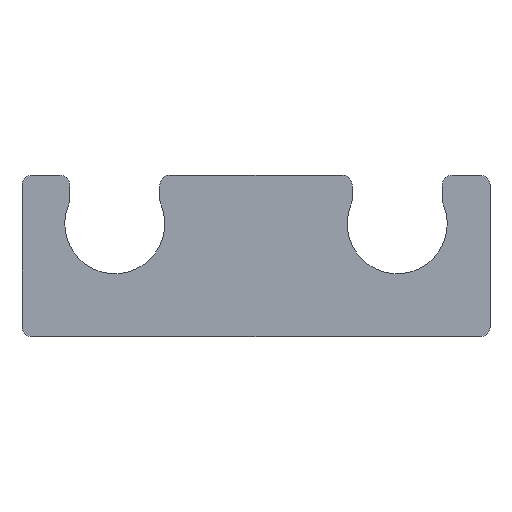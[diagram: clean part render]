
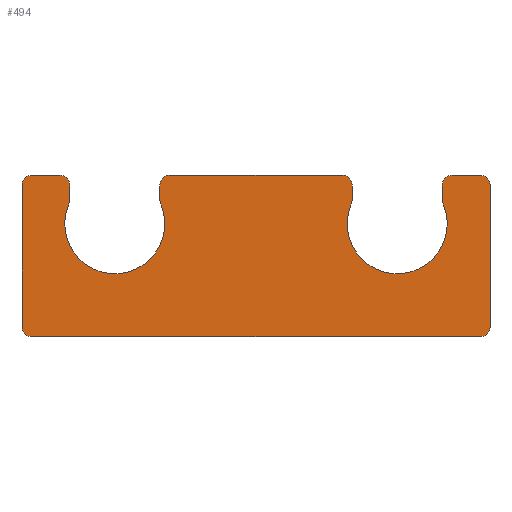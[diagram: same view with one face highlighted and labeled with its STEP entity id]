
A CAD part, top view. The second image highlights one B-rep face of the part: STEP entity #494.
In plain terms, the highlighted planar face has unit normal (0, 0, 1).
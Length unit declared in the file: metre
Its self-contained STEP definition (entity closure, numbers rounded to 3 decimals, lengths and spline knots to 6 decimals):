
#13=CIRCLE('',#512,0.001524);
#15=CIRCLE('',#516,0.001524);
#17=CIRCLE('',#520,0.001524);
#19=CIRCLE('',#524,0.001524);
#21=CIRCLE('',#528,0.001524);
#23=CIRCLE('',#532,0.001524);
#25=CIRCLE('',#536,0.001524);
#27=CIRCLE('',#539,0.007874);
#29=CIRCLE('',#542,0.001524);
#31=CIRCLE('',#546,0.001524);
#33=CIRCLE('',#550,0.001524);
#35=CIRCLE('',#554,0.001524);
#37=CIRCLE('',#557,0.007874);
#39=CIRCLE('',#560,0.001524);
#150=ORIENTED_EDGE('',*,*,#200,.F.);
#151=ORIENTED_EDGE('',*,*,#204,.T.);
#152=ORIENTED_EDGE('',*,*,#207,.T.);
#153=ORIENTED_EDGE('',*,*,#210,.T.);
#154=ORIENTED_EDGE('',*,*,#213,.F.);
#155=ORIENTED_EDGE('',*,*,#216,.T.);
#156=ORIENTED_EDGE('',*,*,#219,.F.);
#157=ORIENTED_EDGE('',*,*,#222,.T.);
#158=ORIENTED_EDGE('',*,*,#225,.T.);
#159=ORIENTED_EDGE('',*,*,#228,.T.);
#160=ORIENTED_EDGE('',*,*,#231,.T.);
#161=ORIENTED_EDGE('',*,*,#234,.T.);
#162=ORIENTED_EDGE('',*,*,#237,.T.);
#163=ORIENTED_EDGE('',*,*,#240,.T.);
#164=ORIENTED_EDGE('',*,*,#243,.T.);
#165=ORIENTED_EDGE('',*,*,#246,.T.);
#166=ORIENTED_EDGE('',*,*,#249,.F.);
#167=ORIENTED_EDGE('',*,*,#252,.T.);
#168=ORIENTED_EDGE('',*,*,#255,.T.);
#169=ORIENTED_EDGE('',*,*,#258,.T.);
#170=ORIENTED_EDGE('',*,*,#261,.T.);
#171=ORIENTED_EDGE('',*,*,#264,.T.);
#172=ORIENTED_EDGE('',*,*,#267,.F.);
#173=ORIENTED_EDGE('',*,*,#269,.T.);
#200=EDGE_CURVE('',#272,#273,#320,.T.);
#204=EDGE_CURVE('',#272,#275,#13,.T.);
#207=EDGE_CURVE('',#275,#277,#325,.T.);
#210=EDGE_CURVE('',#277,#279,#15,.T.);
#213=EDGE_CURVE('',#281,#279,#329,.T.);
#216=EDGE_CURVE('',#281,#283,#17,.T.);
#219=EDGE_CURVE('',#285,#283,#333,.T.);
#222=EDGE_CURVE('',#285,#287,#19,.T.);
#225=EDGE_CURVE('',#287,#289,#337,.T.);
#228=EDGE_CURVE('',#289,#291,#21,.T.);
#231=EDGE_CURVE('',#291,#293,#341,.T.);
#234=EDGE_CURVE('',#293,#295,#23,.T.);
#237=EDGE_CURVE('',#295,#297,#345,.T.);
#240=EDGE_CURVE('',#297,#299,#25,.T.);
#243=EDGE_CURVE('',#299,#301,#27,.T.);
#246=EDGE_CURVE('',#301,#303,#29,.T.);
#249=EDGE_CURVE('',#305,#303,#351,.T.);
#252=EDGE_CURVE('',#305,#307,#31,.T.);
#255=EDGE_CURVE('',#307,#309,#355,.T.);
#258=EDGE_CURVE('',#309,#311,#33,.T.);
#261=EDGE_CURVE('',#311,#313,#359,.T.);
#264=EDGE_CURVE('',#313,#315,#35,.T.);
#267=EDGE_CURVE('',#317,#315,#37,.T.);
#269=EDGE_CURVE('',#317,#273,#39,.T.);
#272=VERTEX_POINT('',#723);
#273=VERTEX_POINT('',#725);
#275=VERTEX_POINT('',#731);
#277=VERTEX_POINT('',#737);
#279=VERTEX_POINT('',#743);
#281=VERTEX_POINT('',#749);
#283=VERTEX_POINT('',#755);
#285=VERTEX_POINT('',#761);
#287=VERTEX_POINT('',#767);
#289=VERTEX_POINT('',#773);
#291=VERTEX_POINT('',#779);
#293=VERTEX_POINT('',#785);
#295=VERTEX_POINT('',#791);
#297=VERTEX_POINT('',#797);
#299=VERTEX_POINT('',#803);
#301=VERTEX_POINT('',#809);
#303=VERTEX_POINT('',#815);
#305=VERTEX_POINT('',#821);
#307=VERTEX_POINT('',#827);
#309=VERTEX_POINT('',#833);
#311=VERTEX_POINT('',#839);
#313=VERTEX_POINT('',#845);
#315=VERTEX_POINT('',#851);
#317=VERTEX_POINT('',#857);
#320=LINE('',#724,#364);
#325=LINE('',#738,#369);
#329=LINE('',#750,#373);
#333=LINE('',#762,#377);
#337=LINE('',#774,#381);
#341=LINE('',#786,#385);
#345=LINE('',#798,#389);
#351=LINE('',#822,#395);
#355=LINE('',#834,#399);
#359=LINE('',#846,#403);
#364=VECTOR('',#569,1.);
#369=VECTOR('',#582,1.);
#373=VECTOR('',#594,1.);
#377=VECTOR('',#606,1.);
#381=VECTOR('',#618,1.);
#385=VECTOR('',#630,1.);
#389=VECTOR('',#642,1.);
#395=VECTOR('',#668,1.);
#399=VECTOR('',#680,1.);
#403=VECTOR('',#692,1.);
#430=EDGE_LOOP('',(#150,#151,#152,#153,#154,#155,#156,#157,#158,#159,#160,
#161,#162,#163,#164,#165,#166,#167,#168,#169,#170,#171,#172,#173));
#456=FACE_BOUND('',#430,.T.);
#468=PLANE('',#561);
#494=ADVANCED_FACE('',(#456),#468,.T.);
#512=AXIS2_PLACEMENT_3D('',#732,#576,#577);
#516=AXIS2_PLACEMENT_3D('',#744,#588,#589);
#520=AXIS2_PLACEMENT_3D('',#756,#600,#601);
#524=AXIS2_PLACEMENT_3D('',#768,#612,#613);
#528=AXIS2_PLACEMENT_3D('',#780,#624,#625);
#532=AXIS2_PLACEMENT_3D('',#792,#636,#637);
#536=AXIS2_PLACEMENT_3D('',#804,#648,#649);
#539=AXIS2_PLACEMENT_3D('',#810,#655,#656);
#542=AXIS2_PLACEMENT_3D('',#816,#662,#663);
#546=AXIS2_PLACEMENT_3D('',#828,#674,#675);
#550=AXIS2_PLACEMENT_3D('',#840,#686,#687);
#554=AXIS2_PLACEMENT_3D('',#852,#698,#699);
#557=AXIS2_PLACEMENT_3D('',#858,#705,#706);
#560=AXIS2_PLACEMENT_3D('',#861,#711,#712);
#561=AXIS2_PLACEMENT_3D('',#862,#713,#714);
#569=DIRECTION('',(0.,-1.,0.));
#576=DIRECTION('',(0.,0.,1.));
#577=DIRECTION('',(1.,0.,0.));
#582=DIRECTION('',(-1.,0.,0.));
#588=DIRECTION('',(0.,0.,1.));
#589=DIRECTION('',(1.,0.,0.));
#594=DIRECTION('',(0.,1.,0.));
#600=DIRECTION('',(0.,0.,1.));
#601=DIRECTION('',(1.,0.,0.));
#606=DIRECTION('',(-1.,0.,0.));
#612=DIRECTION('',(0.,0.,1.));
#613=DIRECTION('',(1.,0.,0.));
#618=DIRECTION('',(0.,1.,0.));
#624=DIRECTION('',(0.,0.,1.));
#625=DIRECTION('',(1.,0.,0.));
#630=DIRECTION('',(-1.,0.,0.));
#636=DIRECTION('',(0.,0.,1.));
#637=DIRECTION('',(1.,0.,0.));
#642=DIRECTION('',(0.,-1.,0.));
#648=DIRECTION('',(0.,0.,1.));
#649=DIRECTION('',(1.,0.,0.));
#655=DIRECTION('',(0.,0.,-1.));
#656=DIRECTION('',(1.,0.,0.));
#662=DIRECTION('',(0.,0.,1.));
#663=DIRECTION('',(1.,0.,0.));
#668=DIRECTION('',(0.,-1.,0.));
#674=DIRECTION('',(0.,0.,1.));
#675=DIRECTION('',(1.,0.,0.));
#680=DIRECTION('',(-1.,0.,0.));
#686=DIRECTION('',(0.,0.,1.));
#687=DIRECTION('',(1.,0.,0.));
#692=DIRECTION('',(0.,-1.,0.));
#698=DIRECTION('',(0.,0.,1.));
#699=DIRECTION('',(1.,0.,0.));
#705=DIRECTION('',(0.,0.,1.));
#706=DIRECTION('',(1.,0.,0.));
#711=DIRECTION('',(0.,0.,1.));
#712=DIRECTION('',(1.,0.,0.));
#713=DIRECTION('',(0.,0.,1.));
#714=DIRECTION('',(1.,0.,0.));
#723=CARTESIAN_POINT('',(-0.029337,0.011176,0.00025));
#724=CARTESIAN_POINT('',(-0.029337,0.009982,0.00025));
#725=CARTESIAN_POINT('',(-0.029337,0.008787,0.00025));
#731=CARTESIAN_POINT('',(-0.030861,0.0127,0.00025));
#732=CARTESIAN_POINT('',(-0.030861,0.011176,0.00025));
#737=CARTESIAN_POINT('',(-0.035306,0.0127,0.00025));
#738=CARTESIAN_POINT('',(-0.033084,0.0127,0.00025));
#743=CARTESIAN_POINT('',(-0.03683,0.011176,0.00025));
#744=CARTESIAN_POINT('',(-0.035306,0.011176,0.00025));
#749=CARTESIAN_POINT('',(-0.03683,-0.011176,0.00025));
#750=CARTESIAN_POINT('',(-0.03683,0.,0.00025));
#755=CARTESIAN_POINT('',(-0.035306,-0.0127,0.00025));
#756=CARTESIAN_POINT('',(-0.035306,-0.011176,0.00025));
#761=CARTESIAN_POINT('',(0.035306,-0.0127,0.00025));
#762=CARTESIAN_POINT('',(0.,-0.0127,0.00025));
#767=CARTESIAN_POINT('',(0.03683,-0.011176,0.00025));
#768=CARTESIAN_POINT('',(0.035306,-0.011176,0.00025));
#773=CARTESIAN_POINT('',(0.03683,0.011176,0.00025));
#774=CARTESIAN_POINT('',(0.03683,0.,0.00025));
#779=CARTESIAN_POINT('',(0.035306,0.0127,0.00025));
#780=CARTESIAN_POINT('',(0.035306,0.011176,0.00025));
#785=CARTESIAN_POINT('',(0.030861,0.0127,0.00025));
#786=CARTESIAN_POINT('',(0.033084,0.0127,0.00025));
#791=CARTESIAN_POINT('',(0.029337,0.011176,0.00025));
#792=CARTESIAN_POINT('',(0.030861,0.011176,0.00025));
#797=CARTESIAN_POINT('',(0.029337,0.008787,0.00025));
#798=CARTESIAN_POINT('',(0.029337,0.009982,0.00025));
#803=CARTESIAN_POINT('',(0.029461,0.008186,0.00025));
#804=CARTESIAN_POINT('',(0.030861,0.008787,0.00025));
#809=CARTESIAN_POINT('',(0.014989,0.008186,0.00025));
#810=CARTESIAN_POINT('',(0.022225,0.00508,0.00025));
#815=CARTESIAN_POINT('',(0.015113,0.008787,0.00025));
#816=CARTESIAN_POINT('',(0.013589,0.008787,0.00025));
#821=CARTESIAN_POINT('',(0.015113,0.011176,0.00025));
#822=CARTESIAN_POINT('',(0.015113,0.009982,0.00025));
#827=CARTESIAN_POINT('',(0.013589,0.0127,0.00025));
#828=CARTESIAN_POINT('',(0.013589,0.011176,0.00025));
#833=CARTESIAN_POINT('',(-0.013589,0.0127,0.00025));
#834=CARTESIAN_POINT('',(0.,0.0127,0.00025));
#839=CARTESIAN_POINT('',(-0.015113,0.011176,0.00025));
#840=CARTESIAN_POINT('',(-0.013589,0.011176,0.00025));
#845=CARTESIAN_POINT('',(-0.015113,0.008787,0.00025));
#846=CARTESIAN_POINT('',(-0.015113,0.009982,0.00025));
#851=CARTESIAN_POINT('',(-0.014989,0.008186,0.00025));
#852=CARTESIAN_POINT('',(-0.013589,0.008787,0.00025));
#857=CARTESIAN_POINT('',(-0.029461,0.008186,0.00025));
#858=CARTESIAN_POINT('',(-0.022225,0.00508,0.00025));
#861=CARTESIAN_POINT('',(-0.030861,0.008787,0.00025));
#862=CARTESIAN_POINT('',(0.,0.,0.00025));
